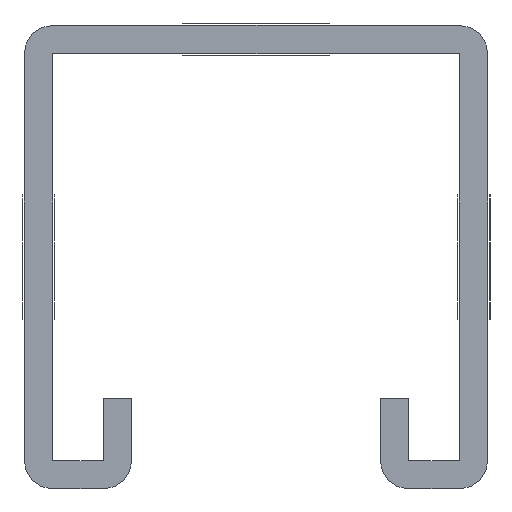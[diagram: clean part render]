
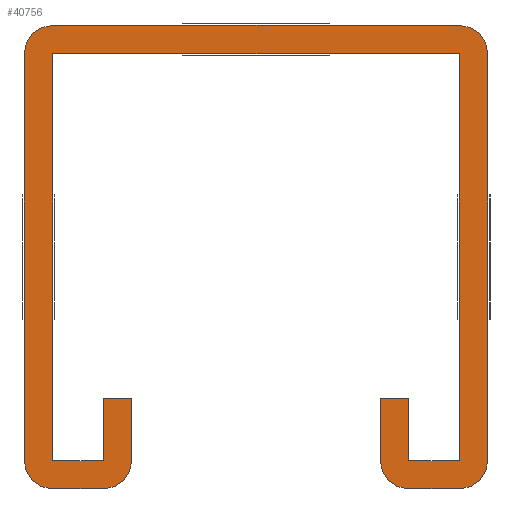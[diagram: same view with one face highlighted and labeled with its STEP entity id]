
A CAD part, left-side view. The second image highlights one B-rep face of the part: STEP entity #40756.
In plain terms, the highlighted planar face has unit normal (-1, 0, 0).
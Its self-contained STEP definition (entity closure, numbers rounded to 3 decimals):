
#2770=CIRCLE('',#41699,2.5);
#2771=CIRCLE('',#41700,2.5);
#2772=CIRCLE('',#41701,2.5);
#2773=CIRCLE('',#41702,2.5);
#2774=CIRCLE('',#41703,2.5);
#2775=CIRCLE('',#41704,2.5);
#4616=FACE_OUTER_BOUND('',#5556,.T.);
#5556=EDGE_LOOP('',(#32368,#32369,#32370,#32371,#32372,#32373,#32374,#32375,
#32376,#32377,#32378,#32379,#32380,#32381,#32382,#32383,#32384,#32385,#32386,
#32387,#32388,#32389));
#6496=LINE('',#55608,#12046);
#6498=LINE('',#55612,#12048);
#6501=LINE('',#55618,#12051);
#6502=LINE('',#55620,#12052);
#6503=LINE('',#55622,#12053);
#6504=LINE('',#55624,#12054);
#6505=LINE('',#55626,#12055);
#6506=LINE('',#55628,#12056);
#6507=LINE('',#55630,#12057);
#6508=LINE('',#55632,#12058);
#6509=LINE('',#55636,#12059);
#6510=LINE('',#55640,#12060);
#6511=LINE('',#55644,#12061);
#6512=LINE('',#55648,#12062);
#6513=LINE('',#55652,#12063);
#6514=LINE('',#55655,#12064);
#12046=VECTOR('',#44486,1.);
#12048=VECTOR('',#44490,1.);
#12051=VECTOR('',#44495,1.);
#12052=VECTOR('',#44496,1.);
#12053=VECTOR('',#44497,1.);
#12054=VECTOR('',#44498,1.);
#12055=VECTOR('',#44499,1.);
#12056=VECTOR('',#44500,1.);
#12057=VECTOR('',#44501,1.);
#12058=VECTOR('',#44502,1.);
#12059=VECTOR('',#44505,1.);
#12060=VECTOR('',#44508,1.);
#12061=VECTOR('',#44511,1.);
#12062=VECTOR('',#44514,1.);
#12063=VECTOR('',#44517,1.);
#12064=VECTOR('',#44520,1.);
#17596=VERTEX_POINT('',#55605);
#17597=VERTEX_POINT('',#55607);
#17598=VERTEX_POINT('',#55611);
#17600=VERTEX_POINT('',#55617);
#17601=VERTEX_POINT('',#55619);
#17602=VERTEX_POINT('',#55621);
#17603=VERTEX_POINT('',#55623);
#17604=VERTEX_POINT('',#55625);
#17605=VERTEX_POINT('',#55627);
#17606=VERTEX_POINT('',#55629);
#17607=VERTEX_POINT('',#55631);
#17608=VERTEX_POINT('',#55633);
#17609=VERTEX_POINT('',#55635);
#17610=VERTEX_POINT('',#55637);
#17611=VERTEX_POINT('',#55639);
#17612=VERTEX_POINT('',#55641);
#17613=VERTEX_POINT('',#55643);
#17614=VERTEX_POINT('',#55645);
#17615=VERTEX_POINT('',#55647);
#17616=VERTEX_POINT('',#55649);
#17617=VERTEX_POINT('',#55651);
#17618=VERTEX_POINT('',#55653);
#24968=EDGE_CURVE('',#17597,#17596,#6496,.T.);
#24970=EDGE_CURVE('',#17598,#17597,#6498,.T.);
#24973=EDGE_CURVE('',#17600,#17596,#6501,.T.);
#24974=EDGE_CURVE('',#17601,#17600,#6502,.T.);
#24975=EDGE_CURVE('',#17602,#17601,#6503,.T.);
#24976=EDGE_CURVE('',#17603,#17602,#6504,.T.);
#24977=EDGE_CURVE('',#17604,#17603,#6505,.T.);
#24978=EDGE_CURVE('',#17605,#17604,#6506,.T.);
#24979=EDGE_CURVE('',#17606,#17605,#6507,.T.);
#24980=EDGE_CURVE('',#17607,#17606,#6508,.T.);
#24981=EDGE_CURVE('',#17608,#17607,#2770,.T.);
#24982=EDGE_CURVE('',#17609,#17608,#6509,.T.);
#24983=EDGE_CURVE('',#17610,#17609,#2771,.T.);
#24984=EDGE_CURVE('',#17611,#17610,#6510,.T.);
#24985=EDGE_CURVE('',#17612,#17611,#2772,.T.);
#24986=EDGE_CURVE('',#17613,#17612,#6511,.T.);
#24987=EDGE_CURVE('',#17614,#17613,#2773,.T.);
#24988=EDGE_CURVE('',#17615,#17614,#6512,.T.);
#24989=EDGE_CURVE('',#17616,#17615,#2774,.T.);
#24990=EDGE_CURVE('',#17617,#17616,#6513,.T.);
#24991=EDGE_CURVE('',#17618,#17617,#2775,.T.);
#24992=EDGE_CURVE('',#17598,#17618,#6514,.T.);
#32368=ORIENTED_EDGE('',*,*,#24968,.T.);
#32369=ORIENTED_EDGE('',*,*,#24973,.F.);
#32370=ORIENTED_EDGE('',*,*,#24974,.F.);
#32371=ORIENTED_EDGE('',*,*,#24975,.F.);
#32372=ORIENTED_EDGE('',*,*,#24976,.F.);
#32373=ORIENTED_EDGE('',*,*,#24977,.F.);
#32374=ORIENTED_EDGE('',*,*,#24978,.F.);
#32375=ORIENTED_EDGE('',*,*,#24979,.F.);
#32376=ORIENTED_EDGE('',*,*,#24980,.F.);
#32377=ORIENTED_EDGE('',*,*,#24981,.F.);
#32378=ORIENTED_EDGE('',*,*,#24982,.F.);
#32379=ORIENTED_EDGE('',*,*,#24983,.F.);
#32380=ORIENTED_EDGE('',*,*,#24984,.F.);
#32381=ORIENTED_EDGE('',*,*,#24985,.F.);
#32382=ORIENTED_EDGE('',*,*,#24986,.F.);
#32383=ORIENTED_EDGE('',*,*,#24987,.F.);
#32384=ORIENTED_EDGE('',*,*,#24988,.F.);
#32385=ORIENTED_EDGE('',*,*,#24989,.F.);
#32386=ORIENTED_EDGE('',*,*,#24990,.F.);
#32387=ORIENTED_EDGE('',*,*,#24991,.F.);
#32388=ORIENTED_EDGE('',*,*,#24992,.F.);
#32389=ORIENTED_EDGE('',*,*,#24970,.T.);
#39822=PLANE('',#41698);
#40756=ADVANCED_FACE('',(#4616),#39822,.F.);
#41698=AXIS2_PLACEMENT_3D('',#55616,#44493,#44494);
#41699=AXIS2_PLACEMENT_3D('',#55634,#44503,#44504);
#41700=AXIS2_PLACEMENT_3D('',#55638,#44506,#44507);
#41701=AXIS2_PLACEMENT_3D('',#55642,#44509,#44510);
#41702=AXIS2_PLACEMENT_3D('',#55646,#44512,#44513);
#41703=AXIS2_PLACEMENT_3D('',#55650,#44515,#44516);
#41704=AXIS2_PLACEMENT_3D('',#55654,#44518,#44519);
#44486=DIRECTION('',(0.,0.,-1.));
#44490=DIRECTION('',(0.,1.,0.));
#44493=DIRECTION('center_axis',(1.,0.,0.));
#44494=DIRECTION('ref_axis',(0.,0.,-1.));
#44495=DIRECTION('',(0.,-1.,0.));
#44496=DIRECTION('',(0.,0.,-1.));
#44497=DIRECTION('',(0.,1.,0.));
#44498=DIRECTION('',(0.,0.,1.));
#44499=DIRECTION('',(0.,-1.,0.));
#44500=DIRECTION('',(0.,0.,-1.));
#44501=DIRECTION('',(0.,-1.,0.));
#44502=DIRECTION('',(0.,0.,1.));
#44503=DIRECTION('center_axis',(1.,0.,0.));
#44504=DIRECTION('ref_axis',(0.,0.707,-0.707));
#44505=DIRECTION('',(0.,1.,0.));
#44506=DIRECTION('center_axis',(1.,0.,0.));
#44507=DIRECTION('ref_axis',(0.,-0.707,-0.707));
#44508=DIRECTION('',(0.,0.,-1.));
#44509=DIRECTION('center_axis',(1.,0.,0.));
#44510=DIRECTION('ref_axis',(0.,-0.707,0.707));
#44511=DIRECTION('',(0.,-1.,0.));
#44512=DIRECTION('center_axis',(1.,0.,0.));
#44513=DIRECTION('ref_axis',(0.,0.707,0.707));
#44514=DIRECTION('',(0.,0.,1.));
#44515=DIRECTION('center_axis',(1.,0.,0.));
#44516=DIRECTION('ref_axis',(0.,0.707,-0.707));
#44517=DIRECTION('',(0.,1.,0.));
#44518=DIRECTION('center_axis',(1.,0.,0.));
#44519=DIRECTION('ref_axis',(0.,-0.707,-0.707));
#44520=DIRECTION('',(0.,0.,-1.));
#55605=CARTESIAN_POINT('',(10.277,54.953,2.521));
#55607=CARTESIAN_POINT('',(10.277,54.953,8.021));
#55608=CARTESIAN_POINT('',(10.277,54.953,13.626));
#55611=CARTESIAN_POINT('',(10.277,52.453,8.021));
#55612=CARTESIAN_POINT('',(10.277,54.453,8.021));
#55616=CARTESIAN_POINT('Origin',(10.277,41.453,21.981));
#55617=CARTESIAN_POINT('',(10.277,59.453,2.521));
#55618=CARTESIAN_POINT('',(10.277,59.453,2.521));
#55619=CARTESIAN_POINT('',(10.277,59.453,38.521));
#55620=CARTESIAN_POINT('',(10.277,59.453,39.521));
#55621=CARTESIAN_POINT('',(10.277,23.453,38.521));
#55622=CARTESIAN_POINT('',(10.277,23.453,38.521));
#55623=CARTESIAN_POINT('',(10.277,23.453,2.521));
#55624=CARTESIAN_POINT('',(10.277,23.453,2.521));
#55625=CARTESIAN_POINT('',(10.277,27.953,2.521));
#55626=CARTESIAN_POINT('',(10.277,27.953,2.521));
#55627=CARTESIAN_POINT('',(10.277,27.953,8.021));
#55628=CARTESIAN_POINT('',(10.277,27.953,8.021));
#55629=CARTESIAN_POINT('',(10.277,30.453,8.021));
#55630=CARTESIAN_POINT('',(10.277,28.953,8.021));
#55631=CARTESIAN_POINT('',(10.277,30.453,2.521));
#55632=CARTESIAN_POINT('',(10.277,30.453,0.021));
#55633=CARTESIAN_POINT('',(10.277,27.953,0.021));
#55634=CARTESIAN_POINT('Origin',(10.277,27.953,2.521));
#55635=CARTESIAN_POINT('',(10.277,23.453,0.021));
#55636=CARTESIAN_POINT('',(10.277,20.953,0.021));
#55637=CARTESIAN_POINT('',(10.277,20.953,2.521));
#55638=CARTESIAN_POINT('Origin',(10.277,23.453,2.521));
#55639=CARTESIAN_POINT('',(10.277,20.953,38.521));
#55640=CARTESIAN_POINT('',(10.277,20.953,41.021));
#55641=CARTESIAN_POINT('',(10.277,23.453,41.021));
#55642=CARTESIAN_POINT('Origin',(10.277,23.453,38.521));
#55643=CARTESIAN_POINT('',(10.277,59.453,41.021));
#55644=CARTESIAN_POINT('',(10.277,61.953,41.021));
#55645=CARTESIAN_POINT('',(10.277,61.953,38.521));
#55646=CARTESIAN_POINT('Origin',(10.277,59.453,38.521));
#55647=CARTESIAN_POINT('',(10.277,61.953,2.521));
#55648=CARTESIAN_POINT('',(10.277,61.953,0.021));
#55649=CARTESIAN_POINT('',(10.277,59.453,0.021));
#55650=CARTESIAN_POINT('Origin',(10.277,59.453,2.521));
#55651=CARTESIAN_POINT('',(10.277,54.953,0.021));
#55652=CARTESIAN_POINT('',(10.277,52.453,0.021));
#55653=CARTESIAN_POINT('',(10.277,52.453,2.521));
#55654=CARTESIAN_POINT('Origin',(10.277,54.953,2.521));
#55655=CARTESIAN_POINT('',(10.277,52.453,8.021));
